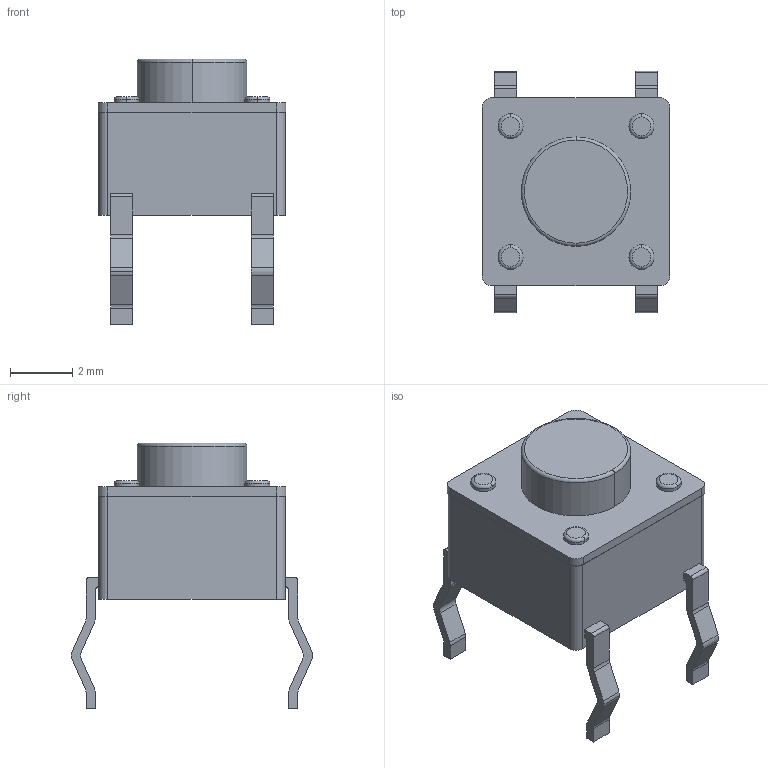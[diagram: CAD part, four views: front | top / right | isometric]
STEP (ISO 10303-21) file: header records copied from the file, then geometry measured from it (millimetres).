
FILE_DESCRIPTION(('FreeCAD Model'),'2;1');
FILE_NAME('User Library-Tactile switch 6x6x5mm.step', '2017-08-10T21:02:49',('Author'),(''), 'Open CASCADE STEP processor 6.8','FreeCAD','Unknown');
FILE_SCHEMA(('AUTOMOTIVE_DESIGN_CC2 { 1 2 10303 214 -1 1 5 4 }'));
Length unit declared in the file: millimetre
Products named in the file (1): User_Library-Tactile_switch_6x6x5mm
Bounding box: 6.03 x 7.74 x 8.52 mm (x, y, z)
Volume: 147 mm3; surface area: 209.5 mm2
Topology: 1 solids, 1 shells, 132 faces, 350 edges, 230 vertices
Faces by surface type: plane 68, cylinder 54, torus 10
Entity records: 15362 total; most frequent: CARTESIAN_POINT 7797, DIRECTION 1148, ORIENTED_EDGE 700, PCURVE 700, DEFINITIONAL_REPRESENTATION 700, LINE 558, VECTOR 558, EDGE_CURVE 350
